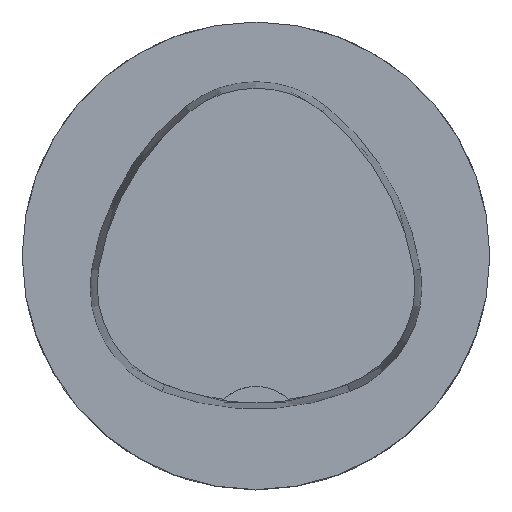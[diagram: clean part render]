
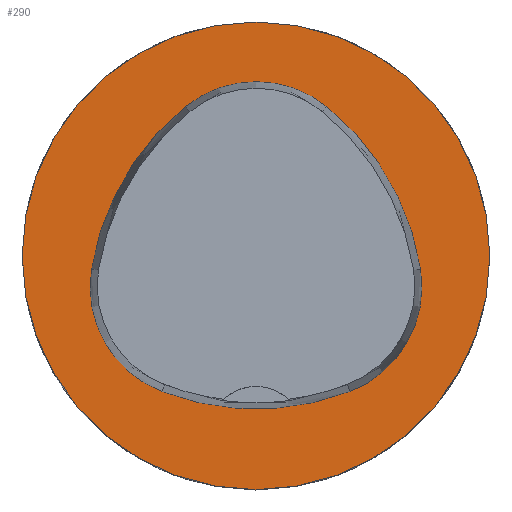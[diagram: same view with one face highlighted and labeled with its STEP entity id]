
A CAD part, top view. The second image highlights one B-rep face of the part: STEP entity #290.
In plain terms, the highlighted planar face has unit normal (0, 0, 1).
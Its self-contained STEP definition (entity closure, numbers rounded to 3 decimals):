
#246=FACE_BOUND('',#442,.T.);
#247=FACE_BOUND('',#443,.T.);
#290=ADVANCED_FACE('',(#246,#247),#326,.T.);
#326=PLANE('',#1138);
#442=EDGE_LOOP('',(#685,#686,#687,#688,#689,#690));
#443=EDGE_LOOP('',(#691));
#685=ORIENTED_EDGE('',*,*,#947,.T.);
#686=ORIENTED_EDGE('',*,*,#927,.T.);
#687=ORIENTED_EDGE('',*,*,#931,.T.);
#688=ORIENTED_EDGE('',*,*,#934,.T.);
#689=ORIENTED_EDGE('',*,*,#937,.T.);
#690=ORIENTED_EDGE('',*,*,#945,.T.);
#691=ORIENTED_EDGE('',*,*,#918,.F.);
#798=VERTEX_POINT('',#1705);
#807=VERTEX_POINT('',#1724);
#808=VERTEX_POINT('',#1725);
#811=VERTEX_POINT('',#1733);
#813=VERTEX_POINT('',#1739);
#815=VERTEX_POINT('',#1745);
#822=VERTEX_POINT('',#1766);
#918=EDGE_CURVE('',#798,#798,#974,.T.);
#927=EDGE_CURVE('',#807,#808,#975,.T.);
#931=EDGE_CURVE('',#808,#811,#977,.T.);
#934=EDGE_CURVE('',#811,#813,#979,.T.);
#937=EDGE_CURVE('',#813,#815,#981,.T.);
#945=EDGE_CURVE('',#815,#822,#985,.T.);
#947=EDGE_CURVE('',#822,#807,#987,.T.);
#974=CIRCLE('',#1110,25.);
#975=CIRCLE('',#1116,28.);
#977=CIRCLE('',#1119,12.);
#979=CIRCLE('',#1122,28.);
#981=CIRCLE('',#1125,12.);
#985=CIRCLE('',#1130,28.);
#987=CIRCLE('',#1133,12.);
#1110=AXIS2_PLACEMENT_3D('',#1704,#1351,#1352);
#1116=AXIS2_PLACEMENT_3D('',#1723,#1367,#1368);
#1119=AXIS2_PLACEMENT_3D('',#1732,#1375,#1376);
#1122=AXIS2_PLACEMENT_3D('',#1738,#1382,#1383);
#1125=AXIS2_PLACEMENT_3D('',#1744,#1389,#1390);
#1130=AXIS2_PLACEMENT_3D('',#1767,#1401,#1402);
#1133=AXIS2_PLACEMENT_3D('',#1770,#1407,#1408);
#1138=AXIS2_PLACEMENT_3D('',#1775,#1417,#1418);
#1351=DIRECTION('',(0.,0.,-1.));
#1352=DIRECTION('',(-1.,0.,0.));
#1367=DIRECTION('',(0.,0.,-1.));
#1368=DIRECTION('',(-1.,0.,0.));
#1375=DIRECTION('',(0.,0.,-1.));
#1376=DIRECTION('',(-1.,0.,0.));
#1382=DIRECTION('',(0.,0.,-1.));
#1383=DIRECTION('',(-1.,0.,0.));
#1389=DIRECTION('',(0.,0.,-1.));
#1390=DIRECTION('',(-1.,0.,0.));
#1401=DIRECTION('',(0.,0.,-1.));
#1402=DIRECTION('',(-1.,0.,0.));
#1407=DIRECTION('',(0.,0.,-1.));
#1408=DIRECTION('',(-1.,0.,0.));
#1417=DIRECTION('',(0.,0.,1.));
#1418=DIRECTION('',(1.,0.,0.));
#1704=CARTESIAN_POINT('',(0.,0.,0.));
#1705=CARTESIAN_POINT('',(-25.,0.,0.));
#1723=CARTESIAN_POINT('',(10.068,-5.824,0.));
#1724=CARTESIAN_POINT('',(-17.584,-1.424,0.));
#1725=CARTESIAN_POINT('',(-7.531,15.953,0.));
#1732=CARTESIAN_POINT('',(0.011,6.62,0.));
#1733=CARTESIAN_POINT('',(7.567,15.942,0.));
#1738=CARTESIAN_POINT('',(-10.063,-5.81,0.));
#1739=CARTESIAN_POINT('',(17.59,-1.418,0.));
#1744=CARTESIAN_POINT('',(5.739,-3.3,0.));
#1745=CARTESIAN_POINT('',(10.05,-14.499,0.));
#1766=CARTESIAN_POINT('',(-10.025,-14.516,0.));
#1767=CARTESIAN_POINT('',(-0.01,11.631,0.));
#1770=CARTESIAN_POINT('',(-5.733,-3.31,0.));
#1775=CARTESIAN_POINT('',(0.,0.,0.));
